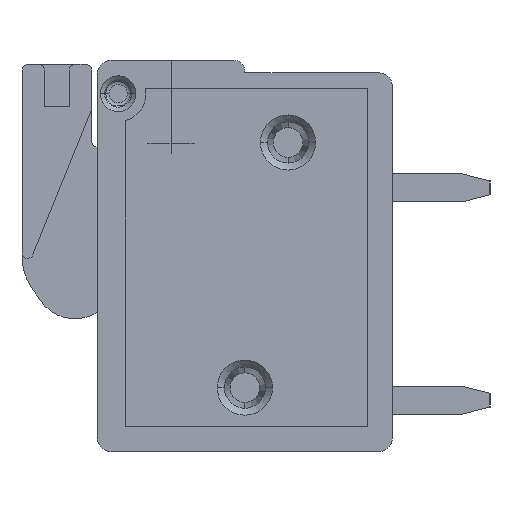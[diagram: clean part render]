
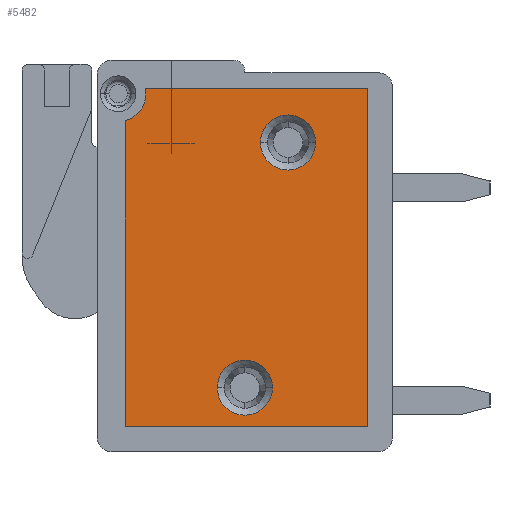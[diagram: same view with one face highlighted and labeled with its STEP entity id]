
A CAD part, left-side view. The second image highlights one B-rep face of the part: STEP entity #5482.
In plain terms, the highlighted face is planar.
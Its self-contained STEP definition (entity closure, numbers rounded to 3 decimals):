
#50 = EDGE_LOOP ( 'NONE', ( #145, #229 ) ) ;
#86 = DIRECTION ( 'NONE',  ( -0.2, 0., 0.98 ) ) ;
#116 = CARTESIAN_POINT ( 'NONE',  ( -11.882, -4.98, 1. ) ) ;
#145 = ORIENTED_EDGE ( 'NONE', *, *, #8595, .F. ) ;
#229 = ORIENTED_EDGE ( 'NONE', *, *, #1488, .F. ) ;
#276 = DIRECTION ( 'NONE',  ( 1., 0., 0. ) ) ;
#323 = EDGE_CURVE ( 'NONE', #1582, #6147, #9586, .T. ) ;
#524 = CARTESIAN_POINT ( 'NONE',  ( -11.1, -4.98, 6.85 ) ) ;
#682 = CARTESIAN_POINT ( 'NONE',  ( -11.1, -4.98, 6.85 ) ) ;
#768 = DIRECTION ( 'NONE',  ( 1., 0., 0. ) ) ;
#772 = AXIS2_PLACEMENT_3D ( 'NONE', #4338, #5282, #276 ) ;
#967 = ORIENTED_EDGE ( 'NONE', *, *, #323, .T. ) ;
#1162 = DIRECTION ( 'NONE',  ( 0., 0., -1. ) ) ;
#1488 = EDGE_CURVE ( 'NONE', #7910, #7543, #8225, .T. ) ;
#1546 = VERTEX_POINT ( 'NONE', #4846 ) ;
#1582 = VERTEX_POINT ( 'NONE', #7075 ) ;
#1688 = CARTESIAN_POINT ( 'NONE',  ( -13.05, -4.98, 1.73 ) ) ;
#1881 = EDGE_LOOP ( 'NONE', ( #4885, #7302, #10101, #967, #2029 ) ) ;
#1888 = CARTESIAN_POINT ( 'NONE',  ( -12.85, -4.98, 0.75 ) ) ;
#2029 = ORIENTED_EDGE ( 'NONE', *, *, #6428, .T. ) ;
#2304 = VERTEX_POINT ( 'NONE', #9154 ) ;
#2312 = LINE ( 'NONE', #6089, #4977 ) ;
#2772 = DIRECTION ( 'NONE',  ( 0., -1., 0. ) ) ;
#2789 = CIRCLE ( 'NONE', #772, 0.99 ) ;
#2791 = AXIS2_PLACEMENT_3D ( 'NONE', #682, #2772, #10355 ) ;
#3266 = CIRCLE ( 'NONE', #12309, 0.99 ) ;
#3816 = VERTEX_POINT ( 'NONE', #5591 ) ;
#3983 = DIRECTION ( 'NONE',  ( 1., 0., 0. ) ) ;
#4059 = LINE ( 'NONE', #11616, #7966 ) ;
#4138 = PLANE ( 'NONE',  #11624 ) ;
#4338 = CARTESIAN_POINT ( 'NONE',  ( -2.3, -4.98, 5.3 ) ) ;
#4399 = DIRECTION ( 'NONE',  ( 0., -1., 0. ) ) ;
#4568 = CIRCLE ( 'NONE', #5397, 1. ) ;
#4632 = VERTEX_POINT ( 'NONE', #1688 ) ;
#4846 = CARTESIAN_POINT ( 'NONE',  ( -2.3, -4.98, 6.29 ) ) ;
#4885 = ORIENTED_EDGE ( 'NONE', *, *, #6098, .T. ) ;
#4977 = VECTOR ( 'NONE', #1162, 1000. ) ;
#4982 = VERTEX_POINT ( 'NONE', #8404 ) ;
#5048 = EDGE_CURVE ( 'NONE', #4982, #1582, #4059, .T. ) ;
#5282 = DIRECTION ( 'NONE',  ( 0., -1., 0. ) ) ;
#5397 = AXIS2_PLACEMENT_3D ( 'NONE', #1888, #8735, #86 ) ;
#5482 = ADVANCED_FACE ( 'NONE', ( #6040, #10875, #5921 ), #4138, .T. ) ;
#5591 = CARTESIAN_POINT ( 'NONE',  ( -2.3, -4.98, 4.31 ) ) ;
#5698 = CARTESIAN_POINT ( 'NONE',  ( -2.3, -4.98, 5.3 ) ) ;
#5756 = DIRECTION ( 'NONE',  ( 0., -1., 0. ) ) ;
#5921 = FACE_BOUND ( 'NONE', #6758, .T. ) ;
#6040 = FACE_OUTER_BOUND ( 'NONE', #1881, .T. ) ;
#6089 = CARTESIAN_POINT ( 'NONE',  ( -13.05, -4.98, 9.7 ) ) ;
#6098 = EDGE_CURVE ( 'NONE', #4632, #2304, #4568, .T. ) ;
#6147 = VERTEX_POINT ( 'NONE', #9581 ) ;
#6428 = EDGE_CURVE ( 'NONE', #6147, #4632, #2312, .T. ) ;
#6482 = ORIENTED_EDGE ( 'NONE', *, *, #6883, .F. ) ;
#6758 = EDGE_LOOP ( 'NONE', ( #9035, #6482 ) ) ;
#6883 = EDGE_CURVE ( 'NONE', #1546, #3816, #2789, .T. ) ;
#7075 = CARTESIAN_POINT ( 'NONE',  ( -0.9, -4.98, 9.7 ) ) ;
#7302 = ORIENTED_EDGE ( 'NONE', *, *, #9941, .T. ) ;
#7309 = CARTESIAN_POINT ( 'NONE',  ( 0., -4.98, 0. ) ) ;
#7543 = VERTEX_POINT ( 'NONE', #9727 ) ;
#7681 = CARTESIAN_POINT ( 'NONE',  ( -0.9, -4.98, 9.7 ) ) ;
#7893 = DIRECTION ( 'NONE',  ( 0., 0., 1. ) ) ;
#7910 = VERTEX_POINT ( 'NONE', #7943 ) ;
#7943 = CARTESIAN_POINT ( 'NONE',  ( -11.1, -4.98, 7.84 ) ) ;
#7966 = VECTOR ( 'NONE', #7893, 1000. ) ;
#8225 = CIRCLE ( 'NONE', #2791, 0.99 ) ;
#8404 = CARTESIAN_POINT ( 'NONE',  ( -0.9, -4.98, 1. ) ) ;
#8595 = EDGE_CURVE ( 'NONE', #7543, #7910, #3266, .T. ) ;
#8735 = DIRECTION ( 'NONE',  ( 0., 1., 0. ) ) ;
#8946 = DIRECTION ( 'NONE',  ( 1., 0., 0. ) ) ;
#9035 = ORIENTED_EDGE ( 'NONE', *, *, #11127, .F. ) ;
#9154 = CARTESIAN_POINT ( 'NONE',  ( -11.882, -4.98, 1. ) ) ;
#9313 = VECTOR ( 'NONE', #3983, 1000. ) ;
#9371 = DIRECTION ( 'NONE',  ( 1., 0., 0. ) ) ;
#9581 = CARTESIAN_POINT ( 'NONE',  ( -13.05, -4.98, 9.7 ) ) ;
#9586 = LINE ( 'NONE', #7681, #11990 ) ;
#9727 = CARTESIAN_POINT ( 'NONE',  ( -11.1, -4.98, 5.86 ) ) ;
#9941 = EDGE_CURVE ( 'NONE', #2304, #4982, #11553, .T. ) ;
#10101 = ORIENTED_EDGE ( 'NONE', *, *, #5048, .T. ) ;
#10355 = DIRECTION ( 'NONE',  ( 1., 0., 0. ) ) ;
#10875 = FACE_BOUND ( 'NONE', #50, .T. ) ;
#11127 = EDGE_CURVE ( 'NONE', #3816, #1546, #12184, .T. ) ;
#11128 = DIRECTION ( 'NONE',  ( 0., -1., 0. ) ) ;
#11532 = DIRECTION ( 'NONE',  ( -1., 0., 0. ) ) ;
#11553 = LINE ( 'NONE', #116, #9313 ) ;
#11595 = AXIS2_PLACEMENT_3D ( 'NONE', #5698, #5756, #768 ) ;
#11616 = CARTESIAN_POINT ( 'NONE',  ( -0.9, -4.98, 1. ) ) ;
#11624 = AXIS2_PLACEMENT_3D ( 'NONE', #7309, #11128, #9371 ) ;
#11990 = VECTOR ( 'NONE', #11532, 1000. ) ;
#12184 = CIRCLE ( 'NONE', #11595, 0.99 ) ;
#12309 = AXIS2_PLACEMENT_3D ( 'NONE', #524, #4399, #8946 ) ;
